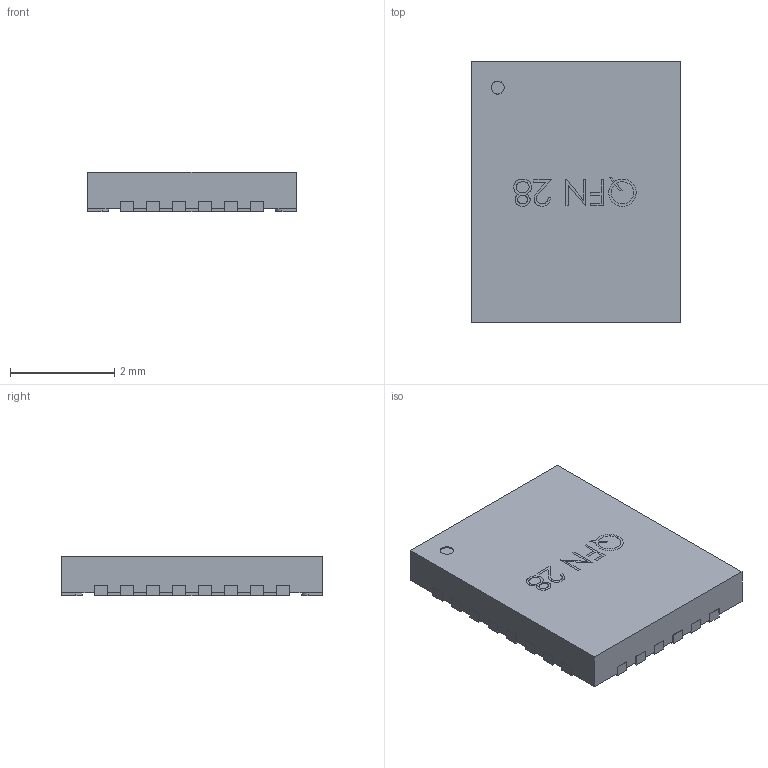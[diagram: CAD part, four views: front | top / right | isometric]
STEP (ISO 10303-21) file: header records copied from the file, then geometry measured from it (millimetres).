
FILE_DESCRIPTION(('FreeCAD Model'),'2;1');
FILE_NAME('Fusion.step','2018-05-22T09:55:36',( 'kicad StepUp'),('ksu MCAD'),'Open CASCADE STEP processor 6.8', 'FreeCAD','Unknown');
FILE_SCHEMA(('AUTOMOTIVE_DESIGN_CC2 { 1 2 10303 214 -1 1 5 4 }'));
Length unit declared in the file: millimetre
Products named in the file (2): ASSEMBLY; Fusion
Assembly tree (1 placements, depth 2):
  ASSEMBLY
    Fusion
Bounding box: 4.01 x 5.01 x 0.75 mm (x, y, z)
Volume: 14.6 mm3; surface area: 55 mm2
Topology: 1 solids, 1 shells, 261 faces, 747 edges, 498 vertices
Faces by surface type: plane 192, cylinder 34, bspline 33, cone 2
Entity records: 12194 total; most frequent: CARTESIAN_POINT 3661, ORIENTED_EDGE 1494, DIRECTION 1213, EDGE_CURVE 747, LINE 609, VECTOR 609, VERTEX_POINT 498, AXIS2_PLACEMENT_3D 302
